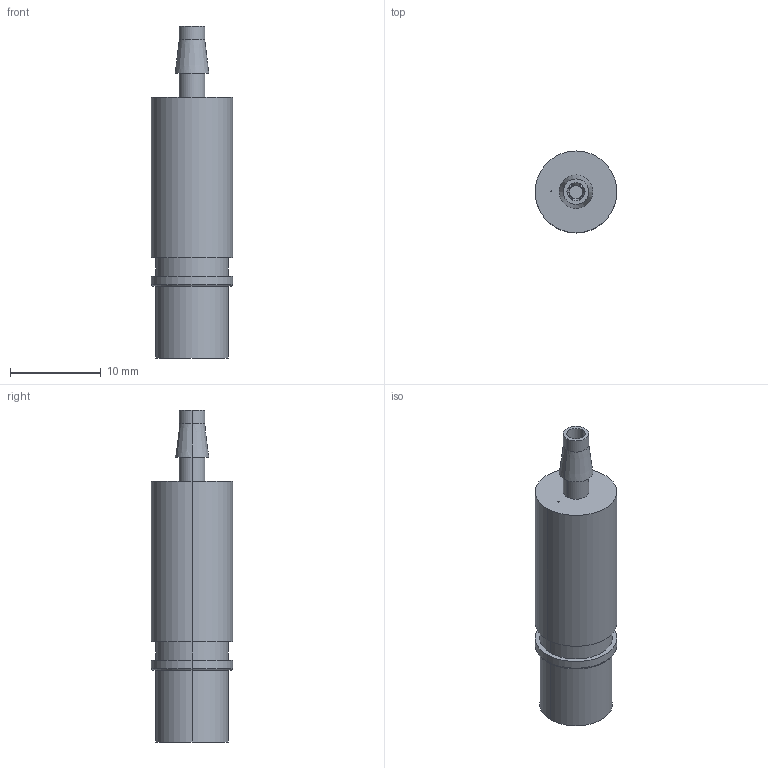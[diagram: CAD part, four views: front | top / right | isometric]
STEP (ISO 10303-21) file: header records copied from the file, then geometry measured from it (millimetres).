
FILE_DESCRIPTION((''),'2;1');
FILE_NAME('FS-3','2022-07-01T',('sy.ji'),(''),'PRO/ENGINEER BY PARAMETRIC TECHNOLOGY CORPORATION, 2012480','PRO/ENGINEER BY PARAMETRIC TECHNOLOGY CORPORATION, 2012480','');
FILE_SCHEMA(('CONFIG_CONTROL_DESIGN'));
Length unit declared in the file: millimetre
Products named in the file (1): FS-3
Bounding box: 9 x 9 x 36.55 mm (x, y, z)
Volume: 1089 mm3; surface area: 1989.3 mm2
Topology: 1 solids, 1 shells, 169 faces, 460 edges, 300 vertices
Faces by surface type: cylinder 58, plane 45, cone 36, torus 16, bspline 14
Entity records: 9216 total; most frequent: CARTESIAN_POINT 3685, ORIENTED_EDGE 920, DIRECTION 780, PRESENTATION_STYLE_ASSIGNMENT 461, STYLED_ITEM 461, CURVE_STYLE 460, EDGE_CURVE 460, AXIS2_PLACEMENT_3D 342
